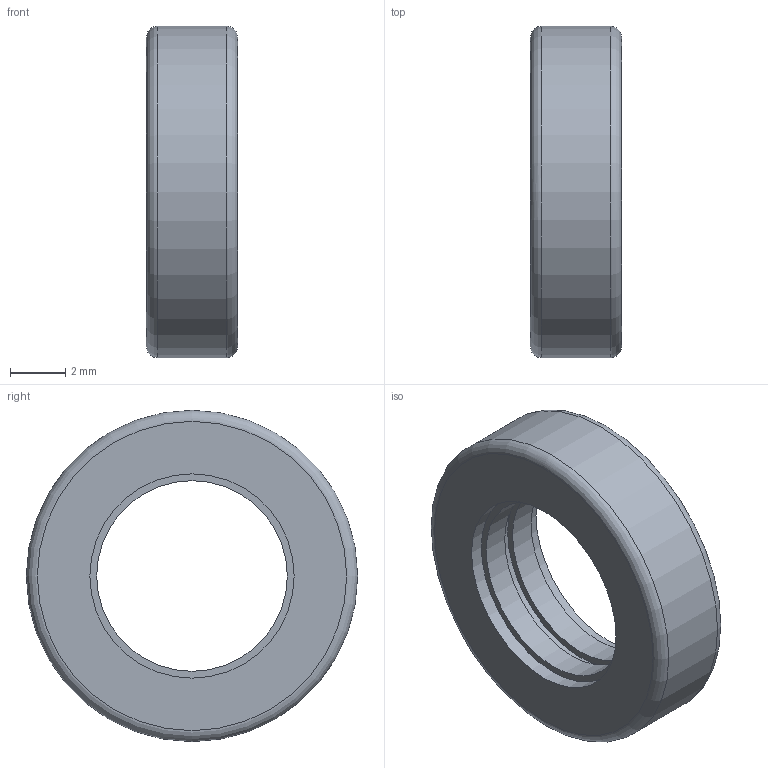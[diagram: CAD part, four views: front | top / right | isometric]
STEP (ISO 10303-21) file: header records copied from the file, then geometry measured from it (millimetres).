
FILE_DESCRIPTION(('FreeCAD Model'),'2;1');
FILE_NAME('Pneu.step','2016-01-23T10:32:25',('Almisuifre'),(''), 'Open CASCADE STEP processor 6.8','FreeCAD','Unknown');
FILE_SCHEMA(('AUTOMOTIVE_DESIGN_CC2 { 1 2 10303 214 -1 1 5 4 }'));
Length unit declared in the file: millimetre
Products named in the file (2): ASSEMBLY; Revolution
Assembly tree (1 placements, depth 2):
  ASSEMBLY
    Revolution
Bounding box: 3.3 x 12 x 12 mm (x, y, z)
Volume: 239.4 mm3; surface area: 347.7 mm2
Topology: 1 solids, 1 shells, 14 faces, 22 edges, 14 vertices
Faces by surface type: plane 6, cylinder 6, revolution 2
Full cylindrical faces by diameter (mm): 6.9 x2, 7.4 x3, 12 x1
Entity records: 663 total; most frequent: DIRECTION 116, CARTESIAN_POINT 98, ORIENTED_EDGE 44, PCURVE 44, DEFINITIONAL_REPRESENTATION 44, LINE 38, VECTOR 38, AXIS2_PLACEMENT_3D 32
